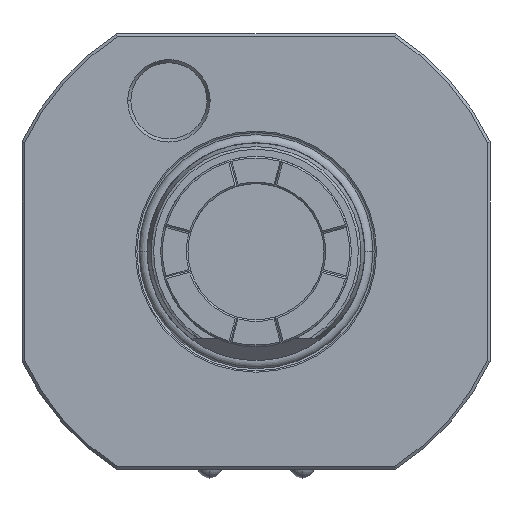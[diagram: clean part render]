
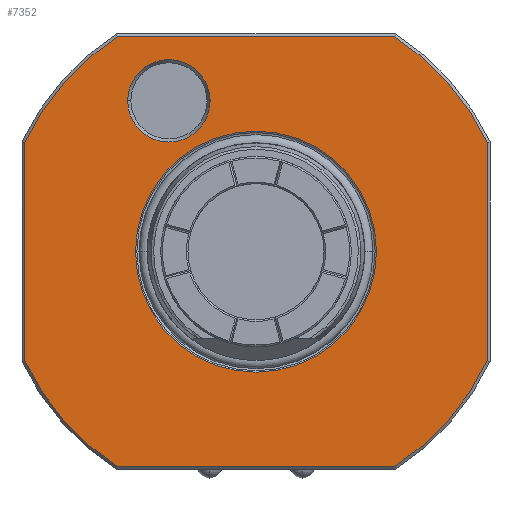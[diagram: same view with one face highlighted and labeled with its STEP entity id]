
A CAD part, left-side view. The second image highlights one B-rep face of the part: STEP entity #7352.
In plain terms, the highlighted planar face has unit normal (-1, 0, 0).
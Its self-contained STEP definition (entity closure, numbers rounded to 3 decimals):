
#230=CARTESIAN_POINT('',(-76.,0.,0.));
#231=DIRECTION('',(1.,0.,0.));
#232=DIRECTION('',(0.,-0.904,-0.427));
#233=AXIS2_PLACEMENT_3D('',#230,#231,#232);
#235=DIRECTION('',(0.,-1.,0.));
#236=VECTOR('',#235,50.942);
#237=CARTESIAN_POINT('',(-76.,25.471,-39.5));
#238=LINE('',#237,#236);
#239=CARTESIAN_POINT('',(-76.,0.,0.));
#240=DIRECTION('',(1.,0.,0.));
#241=DIRECTION('',(0.,0.542,-0.84));
#242=AXIS2_PLACEMENT_3D('',#239,#240,#241);
#244=DIRECTION('',(0.,0.,-1.));
#245=VECTOR('',#244,40.138);
#246=CARTESIAN_POINT('',(-76.,42.5,20.069));
#247=LINE('',#246,#245);
#248=CARTESIAN_POINT('',(-76.,0.,0.));
#249=DIRECTION('',(1.,0.,0.));
#250=DIRECTION('',(0.,0.904,0.427));
#251=AXIS2_PLACEMENT_3D('',#248,#249,#250);
#253=DIRECTION('',(0.,1.,0.));
#254=VECTOR('',#253,50.942);
#255=CARTESIAN_POINT('',(-76.,-25.471,39.5));
#256=LINE('',#255,#254);
#257=CARTESIAN_POINT('',(-76.,0.,0.));
#258=DIRECTION('',(1.,0.,0.));
#259=DIRECTION('',(0.,-0.542,0.84));
#260=AXIS2_PLACEMENT_3D('',#257,#258,#259);
#262=DIRECTION('',(0.,0.,1.));
#263=VECTOR('',#262,40.138);
#264=CARTESIAN_POINT('',(-76.,-42.5,
-20.069));
#265=LINE('',#264,#263);
#266=CARTESIAN_POINT('',(-76.,0.,0.));
#267=DIRECTION('',(1.,0.,0.));
#268=DIRECTION('',(0.,-1.,0.));
#269=AXIS2_PLACEMENT_3D('',#266,#267,#268);
#271=CARTESIAN_POINT('',(-76.,0.,0.));
#272=DIRECTION('',(1.,0.,0.));
#273=DIRECTION('',(0.,1.,0.));
#274=AXIS2_PLACEMENT_3D('',#271,#272,#273);
#276=CARTESIAN_POINT('',(-76.,16.,27.713));
#277=DIRECTION('',(1.,0.,0.));
#278=DIRECTION('',(0.,-1.,0.));
#279=AXIS2_PLACEMENT_3D('',#276,#277,#278);
#281=CARTESIAN_POINT('',(-76.,16.,27.713));
#282=DIRECTION('',(1.,0.,0.));
#283=DIRECTION('',(0.,1.,0.));
#284=AXIS2_PLACEMENT_3D('',#281,#282,#283);
#6451=CARTESIAN_POINT('',(-76.,-22.15,0.));
#6452=CARTESIAN_POINT('',(-76.,22.15,0.));
#6453=VERTEX_POINT('',#6451);
#6454=VERTEX_POINT('',#6452);
#6455=CARTESIAN_POINT('',(-76.,8.423,27.713));
#6456=CARTESIAN_POINT('',(-76.,23.577,27.713));
#6457=VERTEX_POINT('',#6455);
#6458=VERTEX_POINT('',#6456);
#6459=CARTESIAN_POINT('',(-76.,-42.5,-20.07));
#6460=CARTESIAN_POINT('',(-76.,-25.471,-39.5));
#6461=VERTEX_POINT('',#6459);
#6462=VERTEX_POINT('',#6460);
#6467=CARTESIAN_POINT('',(-76.,-25.471,39.5));
#6468=CARTESIAN_POINT('',(-76.,-42.5,20.07));
#6469=VERTEX_POINT('',#6467);
#6470=VERTEX_POINT('',#6468);
#6491=CARTESIAN_POINT('',(-76.,42.5,20.07));
#6492=CARTESIAN_POINT('',(-76.,25.471,39.5));
#6493=VERTEX_POINT('',#6491);
#6494=VERTEX_POINT('',#6492);
#6499=CARTESIAN_POINT('',(-76.,25.471,-39.5));
#6500=CARTESIAN_POINT('',(-76.,42.5,-20.07));
#6501=VERTEX_POINT('',#6499);
#6502=VERTEX_POINT('',#6500);
#7318=CARTESIAN_POINT('',(-76.,0.,0.));
#7319=DIRECTION('',(-1.,0.,0.));
#7320=DIRECTION('',(0.,1.,0.));
#7321=AXIS2_PLACEMENT_3D('',#7318,#7319,#7320);
#7322=PLANE('',#7321);
#7324=ORIENTED_EDGE('',*,*,#7323,.T.);
#7326=ORIENTED_EDGE('',*,*,#7325,.F.);
#7328=ORIENTED_EDGE('',*,*,#7327,.T.);
#7330=ORIENTED_EDGE('',*,*,#7329,.F.);
#7332=ORIENTED_EDGE('',*,*,#7331,.T.);
#7334=ORIENTED_EDGE('',*,*,#7333,.F.);
#7335=ORIENTED_EDGE('',*,*,#7308,.T.);
#7337=ORIENTED_EDGE('',*,*,#7336,.F.);
#7338=EDGE_LOOP('',(#7324,#7326,#7328,#7330,#7332,#7334,#7335,#7337));
#7339=FACE_OUTER_BOUND('',#7338,.F.);
#7341=ORIENTED_EDGE('',*,*,#7340,.F.);
#7343=ORIENTED_EDGE('',*,*,#7342,.F.);
#7344=EDGE_LOOP('',(#7341,#7343));
#7345=FACE_BOUND('',#7344,.F.);
#7347=ORIENTED_EDGE('',*,*,#7346,.F.);
#7349=ORIENTED_EDGE('',*,*,#7348,.F.);
#7350=EDGE_LOOP('',(#7347,#7349));
#7351=FACE_BOUND('',#7350,.F.);
#234=CIRCLE('',#233,47.001);
#243=CIRCLE('',#242,47.001);
#252=CIRCLE('',#251,47.001);
#261=CIRCLE('',#260,47.001);
#270=CIRCLE('',#269,22.15);
#275=CIRCLE('',#274,22.15);
#280=CIRCLE('',#279,7.577);
#285=CIRCLE('',#284,7.577);
#7308=EDGE_CURVE('',#6469,#6470,#261,.T.);
#7323=EDGE_CURVE('',#6461,#6462,#234,.T.);
#7325=EDGE_CURVE('',#6501,#6462,#238,.T.);
#7327=EDGE_CURVE('',#6501,#6502,#243,.T.);
#7329=EDGE_CURVE('',#6493,#6502,#247,.T.);
#7331=EDGE_CURVE('',#6493,#6494,#252,.T.);
#7333=EDGE_CURVE('',#6469,#6494,#256,.T.);
#7336=EDGE_CURVE('',#6461,#6470,#265,.T.);
#7340=EDGE_CURVE('',#6453,#6454,#270,.T.);
#7342=EDGE_CURVE('',#6454,#6453,#275,.T.);
#7346=EDGE_CURVE('',#6457,#6458,#280,.T.);
#7348=EDGE_CURVE('',#6458,#6457,#285,.T.);
#7352=ADVANCED_FACE('',(#7339,#7345,#7351),#7322,.T.);
